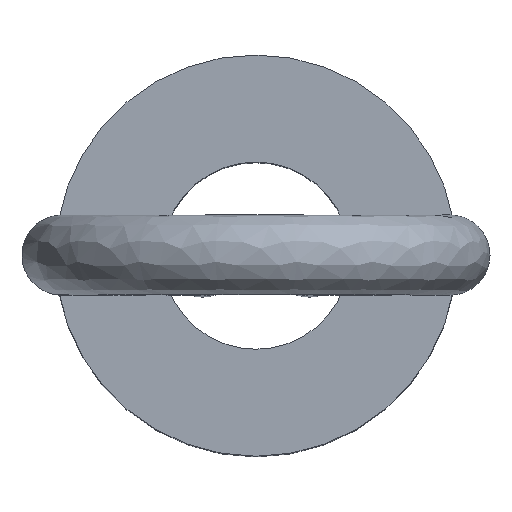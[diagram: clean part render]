
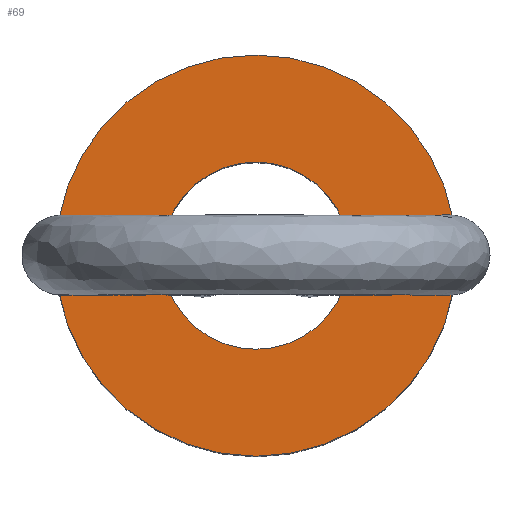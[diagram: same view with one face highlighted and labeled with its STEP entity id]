
A CAD part, top view. The second image highlights one B-rep face of the part: STEP entity #69.
In plain terms, the highlighted planar face has unit normal (0, 0, 1).
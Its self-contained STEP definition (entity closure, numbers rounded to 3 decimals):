
#13=DIRECTION('',(0.,0.,1.));
#24=VERTEX_POINT('',#25);
#25=CARTESIAN_POINT('',(1.5,0.,3.05));
#28=ORIENTED_EDGE('',*,*,#29,.T.);
#29=EDGE_CURVE('',#24,#24,#30,.T.);
#30=CIRCLE('',#31,1.5);
#31=AXIS2_PLACEMENT_3D('',#32,#13,#33);
#32=CARTESIAN_POINT('',(0.,0.,3.05));
#33=DIRECTION('',(1.,0.,0.));
#49=VERTEX_POINT('',#50);
#50=CARTESIAN_POINT('',(0.7,0.,3.05));
#53=EDGE_CURVE('',#49,#49,#54,.T.);
#54=CIRCLE('',#31,0.7);
#69=ADVANCED_FACE('',(#70,#72),#75,.T.);
#70=FACE_BOUND('',#71,.T.);
#71=EDGE_LOOP('',(#28));
#72=FACE_BOUND('',#73,.T.);
#73=EDGE_LOOP('',(#74));
#74=ORIENTED_EDGE('',*,*,#53,.F.);
#75=PLANE('',#76);
#76=AXIS2_PLACEMENT_3D('',#77,#13,#33);
#77=CARTESIAN_POINT('',(0.,0.,    3.05));
